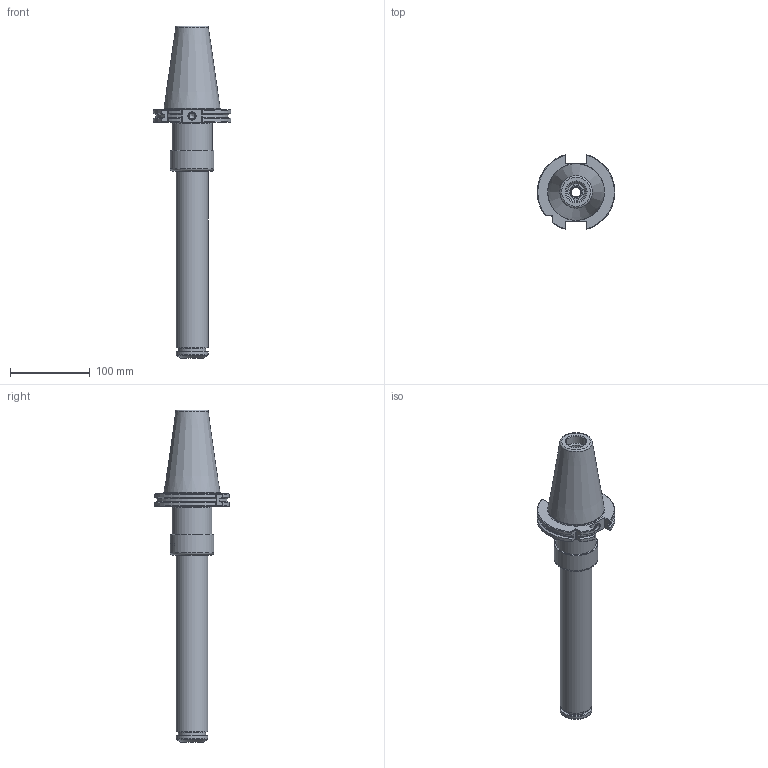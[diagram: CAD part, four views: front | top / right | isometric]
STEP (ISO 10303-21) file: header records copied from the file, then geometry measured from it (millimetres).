
FILE_DESCRIPTION(/* description */ (''),/* implementation_level */ '2;1');
FILE_NAME(/* name */ '885276150.stp',/* time_stamp */ '2023-03-15T12:14:58',/* author */ ('Ratnasingam Jekanthan'),/* organization */ ('REGO-FIX'),/* preprocessor_version */ ' Unknown',/* originating_system */ 'SIEMENS PLM Software Solid Edge ST10',/* authorization */ 'Unknown');
FILE_SCHEMA (('AUTOMOTIVE_DESIGN { 1 0 10303 214 2 1 1}'));
Length unit declared in the file: millimetre
Products named in the file (1): NOCUT
Bounding box: 97.32 x 93.58 x 415.6 mm (x, y, z)
Volume: 672849.7 mm3; surface area: 108843 mm2
Topology: 1 solids, 2 shells, 164 faces, 391 edges, 245 vertices
Faces by surface type: plane 56, cone 43, cylinder 39, torus 26
Full cylindrical faces by diameter (mm): 7 x1, 10 x1, 12 x1, 13 x1, 14 x1, 20.752 x2, 25 x2, 30.5 x1, 31.6 x1, 33 x1, 34 x1, 40 x2, 40.2 x1, 42 x1, 45 x1, 48.376 x2, 50 x1, 50.05 x1, 51.3 x1, 54.8 x1
Entity records: 5460 total; most frequent: CARTESIAN_POINT 862, DIRECTION 727, ORIENTED_EDGE 600, AXIS2_PLACEMENT_3D 312, EDGE_CURVE 300, FACE_BOUND 258, EDGE_LOOP 257, VERTEX_POINT 230
